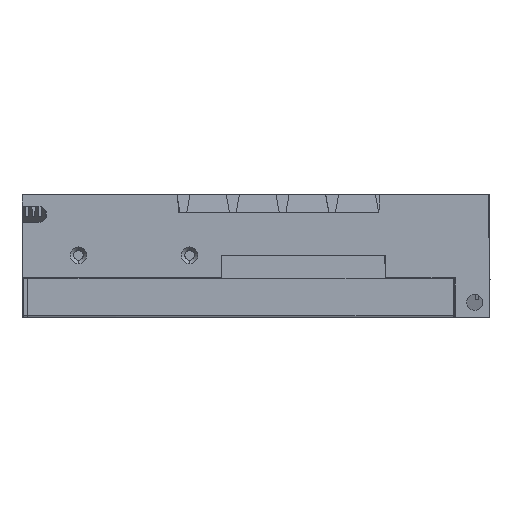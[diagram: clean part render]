
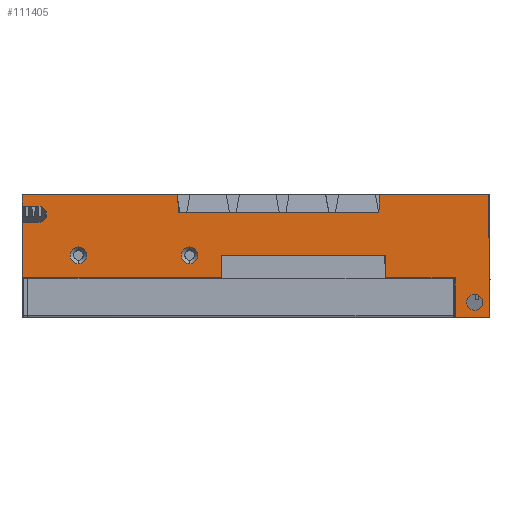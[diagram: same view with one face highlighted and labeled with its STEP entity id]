
A CAD part, front view. The second image highlights one B-rep face of the part: STEP entity #111405.
In plain terms, the highlighted planar face has unit normal (0, -1, 0).
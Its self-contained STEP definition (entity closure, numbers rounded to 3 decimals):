
#6419=DIRECTION('',(-1.,0.,0.));
#6420=VECTOR('',#6419,37.18);
#6421=CARTESIAN_POINT('',(159.441,0.,42.));
#6422=LINE('',#6421,#6420);
#6553=DIRECTION('',(-1.,0.,0.));
#6554=VECTOR('',#6553,53.238);
#6555=CARTESIAN_POINT('',(53.238,0.,42.));
#6556=LINE('',#6555,#6554);
#25854=DIRECTION('',(0.035,0.,-0.999));
#25855=VECTOR('',#25854,6.104);
#25856=CARTESIAN_POINT('',(53.238,0.,42.));
#25857=LINE('',#25856,#25855);
#25858=DIRECTION('',(0.035,0.,0.999));
#25859=VECTOR('',#25858,6.104);
#25860=CARTESIAN_POINT('',(122.049,0.,35.9));
#25861=LINE('',#25860,#25859);
#25862=DIRECTION('',(0.017,0.,-1.));
#25863=VECTOR('',#25862,32.005);
#25864=CARTESIAN_POINT('',(159.441,0.,42.));
#25865=LINE('',#25864,#25863);
#25866=DIRECTION('',(-0.018,0.,-1.));
#25867=VECTOR('',#25866,10.002);
#25868=CARTESIAN_POINT('',(159.997,0.,
10.));
#25869=LINE('',#25868,#25867);
#25870=DIRECTION('',(-1.,0.,0.));
#25871=VECTOR('',#25870,11.44);
#25872=CARTESIAN_POINT('',(159.82,0.,
0.));
#25873=LINE('',#25872,#25871);
#25874=DIRECTION('',(-0.017,0.,1.));
#25875=VECTOR('',#25874,7.701);
#25876=CARTESIAN_POINT('',(124.344,0.,13.5));
#25877=LINE('',#25876,#25875);
#25878=DIRECTION('',(-1.,0.,0.));
#25879=VECTOR('',#25878,56.02);
#25880=CARTESIAN_POINT('',(124.21,0.,21.2));
#25881=LINE('',#25880,#25879);
#25882=DIRECTION('',(-0.017,0.,-1.));
#25883=VECTOR('',#25882,7.701);
#25884=CARTESIAN_POINT('',(68.19,0.,21.2));
#25885=LINE('',#25884,#25883);
#25886=DIRECTION('',(0.,0.,1.));
#25887=VECTOR('',#25886,19.);
#25888=CARTESIAN_POINT('',(0.,0.,13.5));
#25889=LINE('',#25888,#25887);
#25890=DIRECTION('',(1.,0.,0.));
#25891=VECTOR('',#25890,5.75);
#25892=CARTESIAN_POINT('',(0.,0.,32.5));
#25893=LINE('',#25892,#25891);
#25894=CARTESIAN_POINT('',(5.75,0.,35.25));
#25895=DIRECTION('',(0.,-1.,0.));
#25896=DIRECTION('',(0.,0.,-1.));
#25897=AXIS2_PLACEMENT_3D('',#25894,#25895,#25896);
#25899=DIRECTION('',(-1.,0.,0.));
#25900=VECTOR('',#25899,5.75);
#25901=CARTESIAN_POINT('',(5.75,0.,38.));
#25902=LINE('',#25901,#25900);
#25903=DIRECTION('',(0.,0.,1.));
#25904=VECTOR('',#25903,4.);
#25905=CARTESIAN_POINT('',(0.,0.,38.));
#25906=LINE('',#25905,#25904);
#25907=CARTESIAN_POINT('',(57.3,0.,21.25));
#25908=DIRECTION('',(0.,-1.,0.));
#25909=DIRECTION('',(0.,0.,-1.));
#25910=AXIS2_PLACEMENT_3D('',#25907,#25908,#25909);
#25912=CARTESIAN_POINT('',(57.3,0.,21.25));
#25913=DIRECTION('',(0.,-1.,0.));
#25914=DIRECTION('',(0.,0.,1.));
#25915=AXIS2_PLACEMENT_3D('',#25912,#25913,#25914);
#25917=CARTESIAN_POINT('',(19.3,0.,21.25));
#25918=DIRECTION('',(0.,-1.,0.));
#25919=DIRECTION('',(0.,0.,-1.));
#25920=AXIS2_PLACEMENT_3D('',#25917,#25918,#25919);
#25922=CARTESIAN_POINT('',(19.3,0.,21.25));
#25923=DIRECTION('',(0.,-1.,0.));
#25924=DIRECTION('',(0.,0.,1.));
#25925=AXIS2_PLACEMENT_3D('',#25922,#25923,#25924);
#25935=DIRECTION('',(-1.,0.,0.));
#25936=VECTOR('',#25935,68.598);
#25937=CARTESIAN_POINT('',(122.049,0.,35.9));
#25938=LINE('',#25937,#25936);
#26096=DIRECTION('',(0.017,0.,-1.));
#26097=VECTOR('',#26096,13.502);
#26098=CARTESIAN_POINT('',(148.144,0.,13.5));
#26099=LINE('',#26098,#26097);
#26767=DIRECTION('',(1.,0.,0.));
#26768=VECTOR('',#26767,68.056);
#26769=CARTESIAN_POINT('',(0.,0.,13.5));
#26770=LINE('',#26769,#26768);
#26938=DIRECTION('',(1.,0.,0.));
#26939=VECTOR('',#26938,23.8);
#26940=CARTESIAN_POINT('',(124.344,0.,13.5));
#26941=LINE('',#26940,#26939);
#27214=CARTESIAN_POINT('',(154.85,0.,5.15));
#27215=DIRECTION('',(0.,1.,0.));
#27216=DIRECTION('',(0.,0.,1.));
#27217=AXIS2_PLACEMENT_3D('',#27214,#27215,#27216);
#27223=CARTESIAN_POINT('',(154.85,0.,5.15));
#27224=DIRECTION('',(0.,1.,0.));
#27225=DIRECTION('',(0.,0.,-1.));
#27226=AXIS2_PLACEMENT_3D('',#27223,#27224,#27225);
#61070=CARTESIAN_POINT('',(159.441,0.,42.));
#61072=VERTEX_POINT('',#61070);
#61182=CARTESIAN_POINT('',(159.997,0.,
10.));
#61183=VERTEX_POINT('',#61182);
#61188=CARTESIAN_POINT('',(122.262,0.,42.));
#61189=VERTEX_POINT('',#61188);
#61204=CARTESIAN_POINT('',(53.238,0.,42.));
#61205=VERTEX_POINT('',#61204);
#61206=CARTESIAN_POINT('',(0.,0.,42.));
#61207=VERTEX_POINT('',#61206);
#61936=CARTESIAN_POINT('',(57.3,0.,18.4));
#61937=VERTEX_POINT('',#61936);
#61938=CARTESIAN_POINT('',(57.3,0.,24.1));
#61939=VERTEX_POINT('',#61938);
#61940=CARTESIAN_POINT('',(53.451,0.,35.9));
#61941=VERTEX_POINT('',#61940);
#61942=CARTESIAN_POINT('',(122.049,0.,35.9));
#61943=VERTEX_POINT('',#61942);
#61944=CARTESIAN_POINT('',(159.82,0.,
0.));
#61945=VERTEX_POINT('',#61944);
#61946=CARTESIAN_POINT('',(148.38,0.,0.));
#61947=VERTEX_POINT('',#61946);
#61948=CARTESIAN_POINT('',(124.344,0.,13.5));
#61949=CARTESIAN_POINT('',(148.144,0.,13.5));
#61950=VERTEX_POINT('',#61948);
#61951=VERTEX_POINT('',#61949);
#61952=CARTESIAN_POINT('',(124.21,0.,21.2));
#61953=VERTEX_POINT('',#61952);
#61954=CARTESIAN_POINT('',(68.19,0.,21.2));
#61955=VERTEX_POINT('',#61954);
#61956=CARTESIAN_POINT('',(68.056,0.,13.5));
#61957=VERTEX_POINT('',#61956);
#61958=CARTESIAN_POINT('',(0.,0.,13.5));
#61959=VERTEX_POINT('',#61958);
#61960=CARTESIAN_POINT('',(0.,0.,32.5));
#61961=VERTEX_POINT('',#61960);
#61962=CARTESIAN_POINT('',(5.75,0.,32.5));
#61963=VERTEX_POINT('',#61962);
#61964=CARTESIAN_POINT('',(5.75,0.,38.));
#61965=VERTEX_POINT('',#61964);
#61966=CARTESIAN_POINT('',(0.,0.,38.));
#61967=VERTEX_POINT('',#61966);
#61968=CARTESIAN_POINT('',(19.3,0.,18.4));
#61969=CARTESIAN_POINT('',(19.3,0.,24.1));
#61970=VERTEX_POINT('',#61968);
#61971=VERTEX_POINT('',#61969);
#61974=CARTESIAN_POINT('',(154.85,0.,7.9));
#61975=VERTEX_POINT('',#61974);
#61976=CARTESIAN_POINT('',(154.85,0.,2.4));
#61977=VERTEX_POINT('',#61976);
#111349=CARTESIAN_POINT('',(160.,0.,0.));
#111350=DIRECTION('',(0.,1.,0.));
#111351=DIRECTION('',(-1.,0.,0.));
#111352=AXIS2_PLACEMENT_3D('',#111349,#111350,#111351);
#111353=PLANE('',#111352);
#111354=ORIENTED_EDGE('',*,*,#78659,.F.);
#111355=ORIENTED_EDGE('',*,*,#78643,.T.);
#111357=ORIENTED_EDGE('',*,*,#111356,.F.);
#111358=ORIENTED_EDGE('',*,*,#78577,.T.);
#111359=ORIENTED_EDGE('',*,*,#78467,.F.);
#111360=ORIENTED_EDGE('',*,*,#78452,.T.);
#111362=ORIENTED_EDGE('',*,*,#111361,.T.);
#111364=ORIENTED_EDGE('',*,*,#111363,.T.);
#111366=ORIENTED_EDGE('',*,*,#111365,.F.);
#111368=ORIENTED_EDGE('',*,*,#111367,.F.);
#111370=ORIENTED_EDGE('',*,*,#111369,.T.);
#111372=ORIENTED_EDGE('',*,*,#111371,.T.);
#111374=ORIENTED_EDGE('',*,*,#111373,.T.);
#111376=ORIENTED_EDGE('',*,*,#111375,.F.);
#111378=ORIENTED_EDGE('',*,*,#111377,.T.);
#111380=ORIENTED_EDGE('',*,*,#111379,.T.);
#111382=ORIENTED_EDGE('',*,*,#111381,.T.);
#111384=ORIENTED_EDGE('',*,*,#111383,.T.);
#111386=ORIENTED_EDGE('',*,*,#111385,.T.);
#111387=EDGE_LOOP('',(#111354,#111355,#111357,#111358,#111359,#111360,#111362,
#111364,#111366,#111368,#111370,#111372,#111374,#111376,#111378,#111380,#111382,
#111384,#111386));
#111388=FACE_OUTER_BOUND('',#111387,.F.);
#111389=ORIENTED_EDGE('',*,*,#111329,.T.);
#111390=ORIENTED_EDGE('',*,*,#111343,.T.);
#111391=EDGE_LOOP('',(#111389,#111390));
#111392=FACE_BOUND('',#111391,.F.);
#111394=ORIENTED_EDGE('',*,*,#111393,.F.);
#111396=ORIENTED_EDGE('',*,*,#111395,.F.);
#111397=EDGE_LOOP('',(#111394,#111396));
#111398=FACE_BOUND('',#111397,.F.);
#111400=ORIENTED_EDGE('',*,*,#111399,.T.);
#111402=ORIENTED_EDGE('',*,*,#111401,.T.);
#111403=EDGE_LOOP('',(#111400,#111402));
#111404=FACE_BOUND('',#111403,.F.);
#25898=CIRCLE('',#25897,2.75);
#25911=CIRCLE('',#25910,2.85);
#25916=CIRCLE('',#25915,2.85);
#25921=CIRCLE('',#25920,2.85);
#25926=CIRCLE('',#25925,2.85);
#27218=CIRCLE('',#27217,2.75);
#27227=CIRCLE('',#27226,2.75);
#78452=EDGE_CURVE('',#61072,#61183,#25865,.T.);
#78467=EDGE_CURVE('',#61072,#61189,#6422,.T.);
#78577=EDGE_CURVE('',#61943,#61189,#25861,.T.);
#78643=EDGE_CURVE('',#61205,#61941,#25857,.T.);
#78659=EDGE_CURVE('',#61205,#61207,#6556,.T.);
#111329=EDGE_CURVE('',#61937,#61939,#25911,.T.);
#111343=EDGE_CURVE('',#61939,#61937,#25916,.T.);
#111356=EDGE_CURVE('',#61943,#61941,#25938,.T.);
#111361=EDGE_CURVE('',#61183,#61945,#25869,.T.);
#111363=EDGE_CURVE('',#61945,#61947,#25873,.T.);
#111365=EDGE_CURVE('',#61951,#61947,#26099,.T.);
#111367=EDGE_CURVE('',#61950,#61951,#26941,.T.);
#111369=EDGE_CURVE('',#61950,#61953,#25877,.T.);
#111371=EDGE_CURVE('',#61953,#61955,#25881,.T.);
#111373=EDGE_CURVE('',#61955,#61957,#25885,.T.);
#111375=EDGE_CURVE('',#61959,#61957,#26770,.T.);
#111377=EDGE_CURVE('',#61959,#61961,#25889,.T.);
#111379=EDGE_CURVE('',#61961,#61963,#25893,.T.);
#111381=EDGE_CURVE('',#61963,#61965,#25898,.T.);
#111383=EDGE_CURVE('',#61965,#61967,#25902,.T.);
#111385=EDGE_CURVE('',#61967,#61207,#25906,.T.);
#111393=EDGE_CURVE('',#61975,#61977,#27218,.T.);
#111395=EDGE_CURVE('',#61977,#61975,#27227,.T.);
#111399=EDGE_CURVE('',#61970,#61971,#25921,.T.);
#111401=EDGE_CURVE('',#61971,#61970,#25926,.T.);
#111405=ADVANCED_FACE('',(#111388,#111392,#111398,#111404),#111353,.F.);
